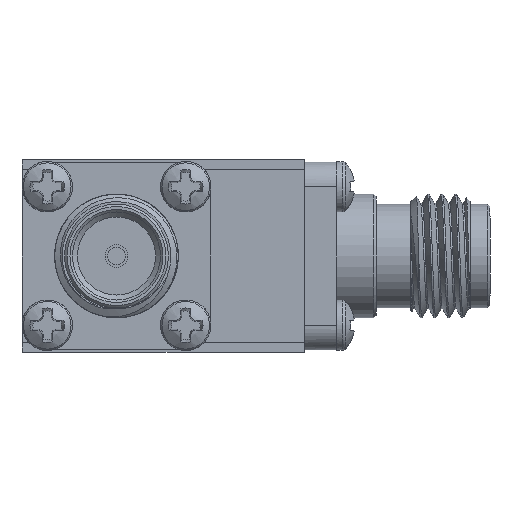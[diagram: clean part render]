
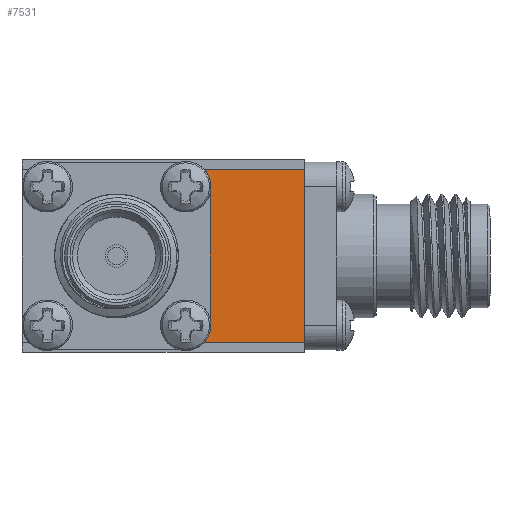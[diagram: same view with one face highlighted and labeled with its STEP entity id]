
A CAD part, left-side view. The second image highlights one B-rep face of the part: STEP entity #7531.
In plain terms, the highlighted planar face has unit normal (-1, 0, 0).
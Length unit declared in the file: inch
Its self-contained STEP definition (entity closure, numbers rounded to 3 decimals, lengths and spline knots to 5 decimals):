
#128 = EDGE_CURVE ( 'NONE', #7920, #25466, #8939, .T. ) ;
#453 = ORIENTED_EDGE ( 'NONE', *, *, #24577, .T. ) ;
#1859 = CIRCLE ( 'NONE', #9092, 0.05 ) ;
#3103 = VERTEX_POINT ( 'NONE', #26609 ) ;
#4033 = ORIENTED_EDGE ( 'NONE', *, *, #28734, .F. ) ;
#4064 = CARTESIAN_POINT ( 'NONE',  ( -0.25, -0.045, -0.14 ) ) ;
#4436 = VECTOR ( 'NONE', #7523, 39.37008 ) ;
#4560 = CARTESIAN_POINT ( 'NONE',  ( -0.25, -0.285, 0.175 ) ) ;
#4652 = PLANE ( 'NONE',  #11337 ) ;
#4808 = DIRECTION ( 'NONE',  ( 1., 0., 0. ) ) ;
#6323 = DIRECTION ( 'NONE',  ( 0., 0., 1. ) ) ;
#7283 = DIRECTION ( 'NONE',  ( 1., 0., 0. ) ) ;
#7523 = DIRECTION ( 'NONE',  ( 0., -1., 0. ) ) ;
#7531 = ADVANCED_FACE ( 'NONE', ( #31819 ), #4652, .F. ) ;
#7920 = VERTEX_POINT ( 'NONE', #11770 ) ;
#8151 = CARTESIAN_POINT ( 'NONE',  ( -0.25, -0.285, -0.175 ) ) ;
#8939 = LINE ( 'NONE', #31093, #18899 ) ;
#9092 = AXIS2_PLACEMENT_3D ( 'NONE', #4064, #28145, #6323 ) ;
#9220 = ORIENTED_EDGE ( 'NONE', *, *, #24968, .T. ) ;
#10883 = CARTESIAN_POINT ( 'NONE',  ( -0.25, -0.285, -0.175 ) ) ;
#11337 = AXIS2_PLACEMENT_3D ( 'NONE', #14551, #4808, #29549 ) ;
#11770 = CARTESIAN_POINT ( 'NONE',  ( -0.25, -0.285, 0.175 ) ) ;
#12164 = VERTEX_POINT ( 'NONE', #27931 ) ;
#14551 = CARTESIAN_POINT ( 'NONE',  ( -0.25, -0.285, 0.195 ) ) ;
#14990 = LINE ( 'NONE', #8151, #4436 ) ;
#15177 = CARTESIAN_POINT ( 'NONE',  ( -0.25, -0.095, 0.19 ) ) ;
#17502 = ORIENTED_EDGE ( 'NONE', *, *, #28550, .F. ) ;
#17641 = DIRECTION ( 'NONE',  ( 0., 0., 1. ) ) ;
#18119 = VERTEX_POINT ( 'NONE', #25086 ) ;
#18223 = DIRECTION ( 'NONE',  ( 0., 0., 1. ) ) ;
#18760 = ORIENTED_EDGE ( 'NONE', *, *, #128, .F. ) ;
#18899 = VECTOR ( 'NONE', #28660, 39.37008 ) ;
#21593 = CARTESIAN_POINT ( 'NONE',  ( -0.25, -0.08071, 0.175 ) ) ;
#21983 = CIRCLE ( 'NONE', #28157, 0.05 ) ;
#22028 = VECTOR ( 'NONE', #29307, 39.37008 ) ;
#22527 = VECTOR ( 'NONE', #18223, 39.37008 ) ;
#22648 = CARTESIAN_POINT ( 'NONE',  ( -0.25, -0.045, 0.14 ) ) ;
#24577 = EDGE_CURVE ( 'NONE', #25358, #18119, #21983, .T. ) ;
#24725 = ORIENTED_EDGE ( 'NONE', *, *, #31115, .T. ) ;
#24968 = EDGE_CURVE ( 'NONE', #12164, #25466, #14990, .T. ) ;
#25086 = CARTESIAN_POINT ( 'NONE',  ( -0.25, -0.095, 0.14 ) ) ;
#25358 = VERTEX_POINT ( 'NONE', #21593 ) ;
#25466 = VERTEX_POINT ( 'NONE', #10883 ) ;
#26609 = CARTESIAN_POINT ( 'NONE',  ( -0.25, -0.095, -0.14 ) ) ;
#26776 = EDGE_LOOP ( 'NONE', ( #24725, #9220, #18760, #4033, #453, #17502 ) ) ;
#27931 = CARTESIAN_POINT ( 'NONE',  ( -0.25, -0.08071, -0.175 ) ) ;
#28145 = DIRECTION ( 'NONE',  ( 1., 0., 0. ) ) ;
#28157 = AXIS2_PLACEMENT_3D ( 'NONE', #22648, #7283, #17641 ) ;
#28550 = EDGE_CURVE ( 'NONE', #3103, #18119, #30331, .T. ) ;
#28660 = DIRECTION ( 'NONE',  ( 0., 0., -1. ) ) ;
#28734 = EDGE_CURVE ( 'NONE', #25358, #7920, #30655, .T. ) ;
#29307 = DIRECTION ( 'NONE',  ( 0., -1., 0. ) ) ;
#29549 = DIRECTION ( 'NONE',  ( 0., 0., -1. ) ) ;
#30331 = LINE ( 'NONE', #15177, #22527 ) ;
#30655 = LINE ( 'NONE', #4560, #22028 ) ;
#31093 = CARTESIAN_POINT ( 'NONE',  ( -0.25, -0.285, 0.195 ) ) ;
#31115 = EDGE_CURVE ( 'NONE', #3103, #12164, #1859, .T. ) ;
#31819 = FACE_OUTER_BOUND ( 'NONE', #26776, .T. ) ;
